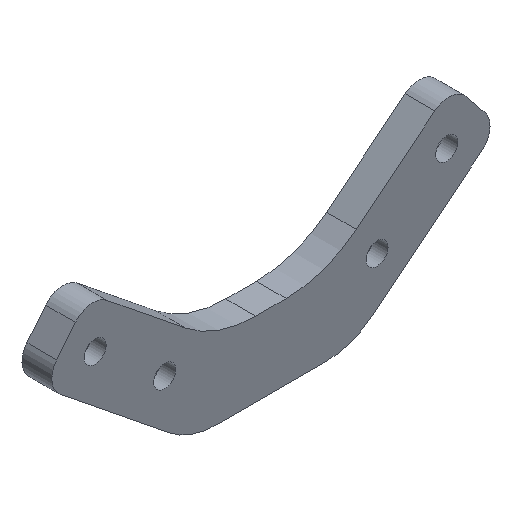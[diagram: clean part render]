
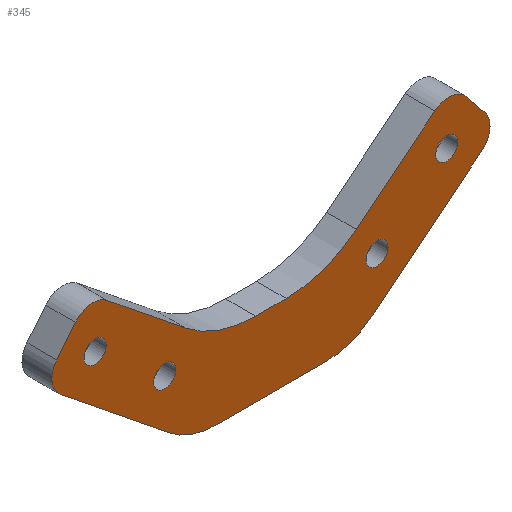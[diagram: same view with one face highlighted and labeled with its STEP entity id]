
A CAD part, isometric view. The second image highlights one B-rep face of the part: STEP entity #345.
In plain terms, the highlighted planar face has unit normal (0, -1, 0).
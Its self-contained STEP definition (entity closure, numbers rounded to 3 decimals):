
#345=ADVANCED_FACE('',(#753,#755,#757,#759,#761),#763,.F.);
#753=FACE_BOUND('',#754,.T.);
#754=EDGE_LOOP('',(#1052,#1053,#1054,#1055,#1056,#1057,#1058,#1059,#1060,#1061,#1062,
#1063,#1064,#1065,#1066,#1067));
#755=FACE_BOUND('',#756,.T.);
#756=EDGE_LOOP('',(#1068));
#757=FACE_BOUND('',#758,.T.);
#758=EDGE_LOOP('',(#1069));
#759=FACE_BOUND('',#760,.T.);
#760=EDGE_LOOP('',(#1070));
#761=FACE_BOUND('',#762,.T.);
#762=EDGE_LOOP('',(#1071));
#763=PLANE('',#764);
#764=AXIS2_PLACEMENT_3D('',#765,#766,#767);
#765=CARTESIAN_POINT('',(0.,0.,0.));
#766=DIRECTION('',(0.,1.,0.));
#767=DIRECTION('',(-1.,0.,0.));
#1052=ORIENTED_EDGE('',*,*,#1232,.F.);
#1053=ORIENTED_EDGE('',*,*,#1233,.F.);
#1054=ORIENTED_EDGE('',*,*,#1234,.F.);
#1055=ORIENTED_EDGE('',*,*,#1235,.F.);
#1056=ORIENTED_EDGE('',*,*,#1236,.F.);
#1057=ORIENTED_EDGE('',*,*,#1237,.F.);
#1058=ORIENTED_EDGE('',*,*,#1238,.F.);
#1059=ORIENTED_EDGE('',*,*,#1239,.F.);
#1060=ORIENTED_EDGE('',*,*,#1240,.F.);
#1061=ORIENTED_EDGE('',*,*,#1241,.F.);
#1062=ORIENTED_EDGE('',*,*,#1242,.F.);
#1063=ORIENTED_EDGE('',*,*,#1243,.F.);
#1064=ORIENTED_EDGE('',*,*,#1244,.F.);
#1065=ORIENTED_EDGE('',*,*,#1245,.F.);
#1066=ORIENTED_EDGE('',*,*,#1246,.F.);
#1067=ORIENTED_EDGE('',*,*,#1247,.F.);
#1068=ORIENTED_EDGE('',*,*,#1137,.T.);
#1069=ORIENTED_EDGE('',*,*,#1139,.T.);
#1070=ORIENTED_EDGE('',*,*,#1141,.T.);
#1071=ORIENTED_EDGE('',*,*,#1143,.T.);
#1137=EDGE_CURVE('',#1266,#1266,#1267,.T.);
#1139=EDGE_CURVE('',#1270,#1270,#1271,.T.);
#1141=EDGE_CURVE('',#1274,#1274,#1275,.T.);
#1143=EDGE_CURVE('',#1278,#1278,#1279,.T.);
#1232=EDGE_CURVE('',#1432,#1433,#1434,.T.);
#1233=EDGE_CURVE('',#1435,#1432,#1436,.T.);
#1234=EDGE_CURVE('',#1437,#1435,#1438,.T.);
#1235=EDGE_CURVE('',#1439,#1437,#1440,.T.);
#1236=EDGE_CURVE('',#1441,#1439,#1442,.T.);
#1237=EDGE_CURVE('',#1443,#1441,#1444,.T.);
#1238=EDGE_CURVE('',#1445,#1443,#1446,.T.);
#1239=EDGE_CURVE('',#1447,#1445,#1448,.T.);
#1240=EDGE_CURVE('',#1449,#1447,#1450,.T.);
#1241=EDGE_CURVE('',#1451,#1449,#1452,.T.);
#1242=EDGE_CURVE('',#1453,#1451,#1454,.T.);
#1243=EDGE_CURVE('',#1455,#1453,#1456,.T.);
#1244=EDGE_CURVE('',#1457,#1455,#1458,.T.);
#1245=EDGE_CURVE('',#1459,#1457,#1460,.T.);
#1246=EDGE_CURVE('',#1461,#1459,#1462,.T.);
#1247=EDGE_CURVE('',#1433,#1461,#1463,.T.);
#1266=VERTEX_POINT('',#1485);
#1267=CIRCLE('',#1486,1.475);
#1270=VERTEX_POINT('',#1495);
#1271=CIRCLE('',#1496,1.475);
#1274=VERTEX_POINT('',#1505);
#1275=CIRCLE('',#1506,1.475);
#1278=VERTEX_POINT('',#1515);
#1279=CIRCLE('',#1516,1.475);
#1432=VERTEX_POINT('',#1856);
#1433=VERTEX_POINT('',#1857);
#1434=CIRCLE('',#1858,3.);
#1435=VERTEX_POINT('',#1862);
#1436=LINE('',#1863,#1864);
#1437=VERTEX_POINT('',#1866);
#1438=CIRCLE('',#1867,3.);
#1439=VERTEX_POINT('',#1871);
#1440=LINE('',#1872,#1873);
#1441=VERTEX_POINT('',#1875);
#1442=CIRCLE('',#1876,15.);
#1443=VERTEX_POINT('',#1880);
#1444=LINE('',#1881,#1882);
#1445=VERTEX_POINT('',#1884);
#1446=CIRCLE('',#1885,15.);
#1447=VERTEX_POINT('',#1889);
#1448=LINE('',#1890,#1891);
#1449=VERTEX_POINT('',#1893);
#1450=CIRCLE('',#1894,3.);
#1451=VERTEX_POINT('',#1898);
#1452=LINE('',#1899,#1900);
#1453=VERTEX_POINT('',#1902);
#1454=CIRCLE('',#1903,3.);
#1455=VERTEX_POINT('',#1907);
#1456=LINE('',#1908,#1909);
#1457=VERTEX_POINT('',#1911);
#1458=CIRCLE('',#1912,10.);
#1459=VERTEX_POINT('',#1916);
#1460=LINE('',#1917,#1918);
#1461=VERTEX_POINT('',#1920);
#1462=CIRCLE('',#1921,10.);
#1463=LINE('',#1925,#1926);
#1485=CARTESIAN_POINT('',(37.843,0.,9.006));
#1486=AXIS2_PLACEMENT_3D('',#1487,#1488,#1489);
#1487=CARTESIAN_POINT('',(37.843,0.,7.531));
#1488=DIRECTION('',(0.,1.,0.));
#1489=DIRECTION('',(0.,0.,1.));
#1495=CARTESIAN_POINT('',(28.5,0.,1.475));
#1496=AXIS2_PLACEMENT_3D('',#1497,#1498,#1499);
#1497=CARTESIAN_POINT('',(28.5,0.,0.));
#1498=DIRECTION('',(0.,1.,0.));
#1499=DIRECTION('',(0.,0.,1.));
#1505=CARTESIAN_POINT('',(0.,0.,1.475));
#1506=AXIS2_PLACEMENT_3D('',#1507,#1508,#1509);
#1507=CARTESIAN_POINT('',(0.,0.,0.));
#1508=DIRECTION('',(0.,1.,0.));
#1509=DIRECTION('',(0.,0.,1.));
#1515=CARTESIAN_POINT('',(-9.343,0.,9.006));
#1516=AXIS2_PLACEMENT_3D('',#1517,#1518,#1519);
#1517=CARTESIAN_POINT('',(-9.343,0.,7.531));
#1518=DIRECTION('',(0.,1.,0.));
#1519=DIRECTION('',(0.,0.,1.));
#1856=CARTESIAN_POINT('',(42.99,0.,9.112));
#1857=CARTESIAN_POINT('',(42.538,0.,4.894));
#1858=AXIS2_PLACEMENT_3D('',#1859,#1860,#1861);
#1859=CARTESIAN_POINT('',(40.655,0.,7.229));
#1860=DIRECTION('',(0.,1.,0.));
#1861=DIRECTION('',(0.779,0.,0.628));
#1862=CARTESIAN_POINT('',(40.48,0.,12.226));
#1863=CARTESIAN_POINT('',(40.48,0.,12.226));
#1864=VECTOR('',#1865,1.);
#1865=DIRECTION('',(0.628,0.,-0.779));
#1866=CARTESIAN_POINT('',(36.262,0.,12.679));
#1867=AXIS2_PLACEMENT_3D('',#1868,#1869,#1870);
#1868=CARTESIAN_POINT('',(38.144,0.,10.343));
#1869=DIRECTION('',(0.,1.,0.));
#1870=DIRECTION('',(-0.628,0.,0.779));
#1871=CARTESIAN_POINT('',(25.715,0.,4.177));
#1872=CARTESIAN_POINT('',(25.715,0.,4.177));
#1873=VECTOR('',#1874,1.);
#1874=DIRECTION('',(0.779,0.,0.628));
#1875=CARTESIAN_POINT('',(16.301,0.,0.856));
#1876=AXIS2_PLACEMENT_3D('',#1877,#1878,#1879);
#1877=CARTESIAN_POINT('',(16.301,0.,15.856));
#1878=DIRECTION('',(0.,-1.,0.));
#1879=DIRECTION('',(0.,0.,-1.));
#1880=CARTESIAN_POINT('',(12.199,0.,0.856));
#1881=CARTESIAN_POINT('',(12.199,0.,0.856));
#1882=VECTOR('',#1883,1.);
#1883=DIRECTION('',(1.,0.,0.));
#1884=CARTESIAN_POINT('',(2.785,0.,4.177));
#1885=AXIS2_PLACEMENT_3D('',#1886,#1887,#1888);
#1886=CARTESIAN_POINT('',(12.199,0.,15.856));
#1887=DIRECTION('',(0.,-1.,0.));
#1888=DIRECTION('',(-0.628,0.,-0.779));
#1889=CARTESIAN_POINT('',(-7.762,0.,12.679));
#1890=CARTESIAN_POINT('',(-7.762,0.,12.679));
#1891=VECTOR('',#1892,1.);
#1892=DIRECTION('',(0.779,0.,-0.628));
#1893=CARTESIAN_POINT('',(-11.98,0.,12.226));
#1894=AXIS2_PLACEMENT_3D('',#1895,#1896,#1897);
#1895=CARTESIAN_POINT('',(-9.644,0.,10.343));
#1896=DIRECTION('',(0.,1.,0.));
#1897=DIRECTION('',(-0.779,0.,0.628));
#1898=CARTESIAN_POINT('',(-14.49,0.,9.112));
#1899=CARTESIAN_POINT('',(-14.49,0.,9.112));
#1900=VECTOR('',#1901,1.);
#1901=DIRECTION('',(0.628,0.,0.779));
#1902=CARTESIAN_POINT('',(-14.038,0.,4.894));
#1903=AXIS2_PLACEMENT_3D('',#1904,#1905,#1906);
#1904=CARTESIAN_POINT('',(-12.155,0.,7.229));
#1905=DIRECTION('',(0.,1.,0.));
#1906=DIRECTION('',(-0.628,0.,-0.779));
#1907=CARTESIAN_POINT('',(0.63,0.,-6.93));
#1908=CARTESIAN_POINT('',(0.63,0.,-6.93));
#1909=VECTOR('',#1910,1.);
#1910=DIRECTION('',(-0.779,0.,0.628));
#1911=CARTESIAN_POINT('',(6.906,0.,-9.144));
#1912=AXIS2_PLACEMENT_3D('',#1913,#1914,#1915);
#1913=CARTESIAN_POINT('',(6.906,0.,0.856));
#1914=DIRECTION('',(0.,1.,0.));
#1915=DIRECTION('',(0.,0.,-1.));
#1916=CARTESIAN_POINT('',(21.594,0.,-9.144));
#1917=CARTESIAN_POINT('',(21.594,0.,-9.144));
#1918=VECTOR('',#1919,1.);
#1919=DIRECTION('',(-1.,0.,0.));
#1920=CARTESIAN_POINT('',(27.87,0.,-6.93));
#1921=AXIS2_PLACEMENT_3D('',#1922,#1923,#1924);
#1922=CARTESIAN_POINT('',(21.594,0.,0.856));
#1923=DIRECTION('',(0.,1.,0.));
#1924=DIRECTION('',(0.628,0.,-0.779));
#1925=CARTESIAN_POINT('',(42.538,0.,4.894));
#1926=VECTOR('',#1927,1.);
#1927=DIRECTION('',(-0.779,0.,-0.628));
